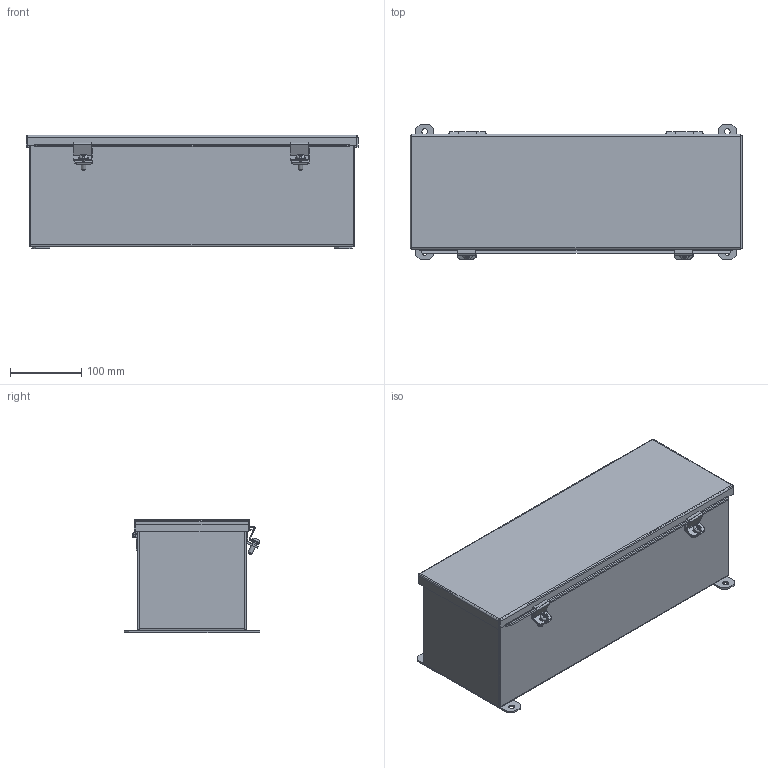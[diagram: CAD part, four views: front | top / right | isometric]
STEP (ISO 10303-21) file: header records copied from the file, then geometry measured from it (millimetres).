
FILE_DESCRIPTION (( 'STEP AP203' ), '1' );
FILE_NAME ('1486D18.step', '2020-11-19T15:49:20', ( 'ADC123' ), ( 'Microsoft' ), 'SwSTEP 2.0', 'SolidWorks 2019', '' );
FILE_SCHEMA (( 'CONFIG_CONTROL_DESIGN' ));
Length unit declared in the file: inch
Products named in the file (1): 1486D18
Bounding box: 466.73 x 190.66 x 159.18 mm (x, y, z)
Volume: 792285.5 mm3; surface area: 811835.3 mm2
Topology: 20 solids, 20 shells, 420 faces, 1018 edges, 640 vertices
Faces by surface type: plane 278, cylinder 98, bspline 34, cone 10
Full cylindrical faces by diameter (mm): 3.175 x2, 5.41 x2, 6.248 x2, 7.937 x4, 12.192 x2
Entity records: 14991 total; most frequent: CARTESIAN_POINT 5459, ORIENTED_EDGE 1976, DIRECTION 1826, EDGE_CURVE 988, LINE 712, VECTOR 712, VERTEX_POINT 636, AXIS2_PLACEMENT_3D 557
